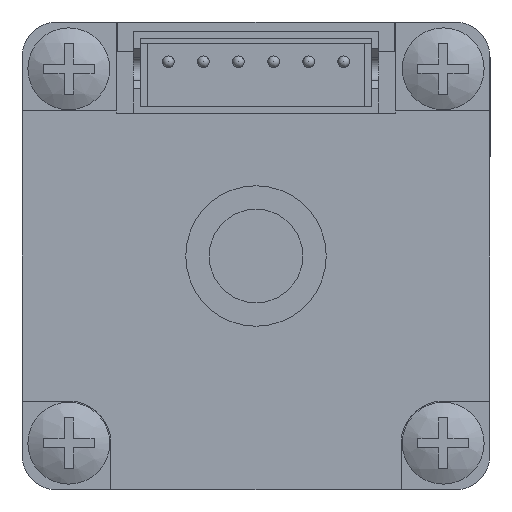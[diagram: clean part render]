
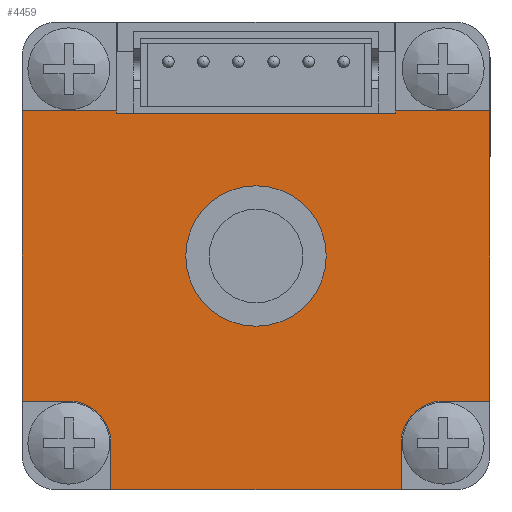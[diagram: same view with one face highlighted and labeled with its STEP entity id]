
A CAD part, front view. The second image highlights one B-rep face of the part: STEP entity #4459.
In plain terms, the highlighted planar face has unit normal (0, -1, 0).
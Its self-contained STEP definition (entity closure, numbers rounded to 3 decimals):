
#1053 = VERTEX_POINT ( 'NONE', #8322 ) ;
#2179 = EDGE_LOOP ( 'NONE', ( #7445, #7438, #7403, #7453, #7451, #7399, #7401, #7427, #7398, #7396, #7397, #7418, #7411, #7410 ) ) ;
#2216 = EDGE_LOOP ( 'NONE', ( #7447 ) ) ;
#2471 = LINE ( 'NONE', #3122, #2480 ) ;
#2477 = LINE ( 'NONE', #3128, #2484 ) ;
#2479 = LINE ( 'NONE', #3135, #2482 ) ;
#2480 = VECTOR ( 'NONE', #3134, 1000. ) ;
#2481 = CIRCLE ( 'NONE', #4613, 1.8 ) ;
#2482 = VECTOR ( 'NONE', #3137, 1000. ) ;
#2483 = CIRCLE ( 'NONE', #4614, 1.8 ) ;
#2484 = VECTOR ( 'NONE', #3138, 1000. ) ;
#2485 = LINE ( 'NONE', #3139, #2487 ) ;
#2486 = LINE ( 'NONE', #3144, #2489 ) ;
#2487 = VECTOR ( 'NONE', #3136, 1000. ) ;
#2488 = LINE ( 'NONE', #3148, #2496 ) ;
#2489 = VECTOR ( 'NONE', #3146, 1000. ) ;
#2490 = LINE ( 'NONE', #3145, #2492 ) ;
#2491 = LINE ( 'NONE', #3152, #2494 ) ;
#2492 = VECTOR ( 'NONE', #3140, 1000. ) ;
#2494 = VECTOR ( 'NONE', #3153, 1000. ) ;
#2496 = VECTOR ( 'NONE', #3154, 1000. ) ;
#2501 = CIRCLE ( 'NONE', #4615, 3. ) ;
#2511 = LINE ( 'NONE', #3176, #2514 ) ;
#2514 = VECTOR ( 'NONE', #3178, 1000. ) ;
#2521 = LINE ( 'NONE', #3185, #2524 ) ;
#2523 = LINE ( 'NONE', #3187, #2526 ) ;
#2524 = VECTOR ( 'NONE', #3186, 1000. ) ;
#2526 = VECTOR ( 'NONE', #3188, 1000. ) ;
#2583 = LINE ( 'NONE', #7599, #2586 ) ;
#2586 = VECTOR ( 'NONE', #7600, 1000. ) ;
#3122 = CARTESIAN_POINT ( 'NONE',  ( 5.95, 0., 13.06 ) ) ;
#3128 = CARTESIAN_POINT ( 'NONE',  ( 0., 0., -6.2 ) ) ;
#3134 = DIRECTION ( 'NONE',  ( 0., 0., 1. ) ) ;
#3135 = CARTESIAN_POINT ( 'NONE',  ( 0., 0., 6.2 ) ) ;
#3136 = DIRECTION ( 'NONE',  ( 0., 0., -1. ) ) ;
#3137 = DIRECTION ( 'NONE',  ( 1., 0., 0. ) ) ;
#3138 = DIRECTION ( 'NONE',  ( -1., 0., 0. ) ) ;
#3139 = CARTESIAN_POINT ( 'NONE',  ( 6.2, 0., 0. ) ) ;
#3140 = DIRECTION ( 'NONE',  ( -1., 0., 0. ) ) ;
#3141 = CARTESIAN_POINT ( 'NONE',  ( 8., 0., -8. ) ) ;
#3142 = DIRECTION ( 'NONE',  ( 0., -1., 0. ) ) ;
#3143 = DIRECTION ( 'NONE',  ( 0., 0., -1. ) ) ;
#3144 = CARTESIAN_POINT ( 'NONE',  ( -6.2, 0., 0. ) ) ;
#3145 = CARTESIAN_POINT ( 'NONE',  ( 0., 0., -6.2 ) ) ;
#3146 = DIRECTION ( 'NONE',  ( 0., 0., 1. ) ) ;
#3148 = CARTESIAN_POINT ( 'NONE',  ( -5.95, 0., 6.1 ) ) ;
#3149 = CARTESIAN_POINT ( 'NONE',  ( -8., 0., -8. ) ) ;
#3150 = DIRECTION ( 'NONE',  ( 0., -1., 0. ) ) ;
#3151 = DIRECTION ( 'NONE',  ( 0., 0., -1. ) ) ;
#3152 = CARTESIAN_POINT ( 'NONE',  ( -5.95, 0., 13.06 ) ) ;
#3153 = DIRECTION ( 'NONE',  ( 0., 0., -1. ) ) ;
#3154 = DIRECTION ( 'NONE',  ( 1., 0., 0. ) ) ;
#3163 = CARTESIAN_POINT ( 'NONE',  ( 0., 0., 0. ) ) ;
#3164 = DIRECTION ( 'NONE',  ( 0., 1., 0. ) ) ;
#3165 = DIRECTION ( 'NONE',  ( 0., 0., 1. ) ) ;
#3176 = CARTESIAN_POINT ( 'NONE',  ( 10., 0., 0. ) ) ;
#3178 = DIRECTION ( 'NONE',  ( 0., 0., 1. ) ) ;
#3185 = CARTESIAN_POINT ( 'NONE',  ( -10., 0., 0. ) ) ;
#3186 = DIRECTION ( 'NONE',  ( 0., 0., 1. ) ) ;
#3187 = CARTESIAN_POINT ( 'NONE',  ( 0., 0., -10. ) ) ;
#3188 = DIRECTION ( 'NONE',  ( 1., 0., 0. ) ) ;
#3278 = DIRECTION ( 'NONE',  ( 0., 1., 0. ) ) ;
#3281 = CARTESIAN_POINT ( 'NONE',  ( 0., 0., 0. ) ) ;
#3283 = PLANE ( 'NONE',  #6560 ) ;
#3285 = DIRECTION ( 'NONE',  ( 0., 0., 1. ) ) ;
#3696 = CARTESIAN_POINT ( 'NONE',  ( -10., 0., 6.2 ) ) ;
#3706 = CARTESIAN_POINT ( 'NONE',  ( -5.95, 0., 6.2 ) ) ;
#4049 = VERTEX_POINT ( 'NONE', #5236 ) ;
#4050 = VERTEX_POINT ( 'NONE', #5237 ) ;
#4052 = VERTEX_POINT ( 'NONE', #5239 ) ;
#4053 = VERTEX_POINT ( 'NONE', #5240 ) ;
#4054 = VERTEX_POINT ( 'NONE', #5241 ) ;
#4056 = VERTEX_POINT ( 'NONE', #5243 ) ;
#4057 = VERTEX_POINT ( 'NONE', #5244 ) ;
#4059 = VERTEX_POINT ( 'NONE', #5246 ) ;
#4060 = VERTEX_POINT ( 'NONE', #5247 ) ;
#4063 = VERTEX_POINT ( 'NONE', #5250 ) ;
#4065 = VERTEX_POINT ( 'NONE', #5252 ) ;
#4067 = VERTEX_POINT ( 'NONE', #5254 ) ;
#4459 = ADVANCED_FACE ( 'NONE', ( #7085, #7089 ), #3283, .F. ) ;
#4613 = AXIS2_PLACEMENT_3D ( 'NONE', #3141, #3142, #3143 ) ;
#4614 = AXIS2_PLACEMENT_3D ( 'NONE', #3149, #3150, #3151 ) ;
#4615 = AXIS2_PLACEMENT_3D ( 'NONE', #3163, #3164, #3165 ) ;
#5236 = CARTESIAN_POINT ( 'NONE',  ( 10., 0., -6.2 ) ) ;
#5237 = CARTESIAN_POINT ( 'NONE',  ( -6.2, 0., -10. ) ) ;
#5239 = CARTESIAN_POINT ( 'NONE',  ( -10., 0., -6.2 ) ) ;
#5240 = CARTESIAN_POINT ( 'NONE',  ( 10., 0., 6.2 ) ) ;
#5241 = CARTESIAN_POINT ( 'NONE',  ( 6.2, 0., -10. ) ) ;
#5243 = CARTESIAN_POINT ( 'NONE',  ( -6.2, 0., -8. ) ) ;
#5244 = CARTESIAN_POINT ( 'NONE',  ( -8., 0., -6.2 ) ) ;
#5246 = CARTESIAN_POINT ( 'NONE',  ( 5.95, 0., 6.1 ) ) ;
#5247 = CARTESIAN_POINT ( 'NONE',  ( -5.95, 0., 6.1 ) ) ;
#5250 = CARTESIAN_POINT ( 'NONE',  ( 6.2, 0., -8. ) ) ;
#5252 = CARTESIAN_POINT ( 'NONE',  ( 5.95, 0., 6.2 ) ) ;
#5254 = CARTESIAN_POINT ( 'NONE',  ( 8., 0., -6.2 ) ) ;
#5783 = VERTEX_POINT ( 'NONE', #3696 ) ;
#5793 = VERTEX_POINT ( 'NONE', #3706 ) ;
#6303 = EDGE_CURVE ( 'NONE', #4059, #4065, #2471, .T. ) ;
#6304 = EDGE_CURVE ( 'NONE', #4065, #4053, #2479, .T. ) ;
#6305 = EDGE_CURVE ( 'NONE', #4049, #4067, #2477, .T. ) ;
#6306 = EDGE_CURVE ( 'NONE', #4067, #4063, #2481, .T. ) ;
#6307 = EDGE_CURVE ( 'NONE', #4063, #4054, #2485, .T. ) ;
#6308 = EDGE_CURVE ( 'NONE', #4050, #4056, #2486, .T. ) ;
#6309 = EDGE_CURVE ( 'NONE', #4056, #4057, #2483, .T. ) ;
#6310 = EDGE_CURVE ( 'NONE', #4057, #4052, #2490, .T. ) ;
#6311 = EDGE_CURVE ( 'NONE', #5793, #4060, #2491, .T. ) ;
#6312 = EDGE_CURVE ( 'NONE', #4060, #4059, #2488, .T. ) ;
#6316 = EDGE_CURVE ( 'NONE', #1053, #1053, #2501, .T. ) ;
#6322 = EDGE_CURVE ( 'NONE', #4049, #4053, #2511, .T. ) ;
#6327 = EDGE_CURVE ( 'NONE', #4052, #5783, #2521, .T. ) ;
#6328 = EDGE_CURVE ( 'NONE', #4050, #4054, #2523, .T. ) ;
#6366 = EDGE_CURVE ( 'NONE', #5783, #5793, #2583, .T. ) ;
#6560 = AXIS2_PLACEMENT_3D ( 'NONE', #3281, #3278, #3285 ) ;
#7085 = FACE_BOUND ( 'NONE', #2216, .T. ) ;
#7089 = FACE_OUTER_BOUND ( 'NONE', #2179, .T. ) ;
#7396 = ORIENTED_EDGE ( 'NONE', *, *, #6306, .F. ) ;
#7397 = ORIENTED_EDGE ( 'NONE', *, *, #6305, .F. ) ;
#7398 = ORIENTED_EDGE ( 'NONE', *, *, #6307, .F. ) ;
#7399 = ORIENTED_EDGE ( 'NONE', *, *, #6309, .F. ) ;
#7401 = ORIENTED_EDGE ( 'NONE', *, *, #6308, .F. ) ;
#7403 = ORIENTED_EDGE ( 'NONE', *, *, #6366, .F. ) ;
#7410 = ORIENTED_EDGE ( 'NONE', *, *, #6303, .F. ) ;
#7411 = ORIENTED_EDGE ( 'NONE', *, *, #6304, .F. ) ;
#7418 = ORIENTED_EDGE ( 'NONE', *, *, #6322, .T. ) ;
#7427 = ORIENTED_EDGE ( 'NONE', *, *, #6328, .T. ) ;
#7438 = ORIENTED_EDGE ( 'NONE', *, *, #6311, .F. ) ;
#7445 = ORIENTED_EDGE ( 'NONE', *, *, #6312, .F. ) ;
#7447 = ORIENTED_EDGE ( 'NONE', *, *, #6316, .T. ) ;
#7451 = ORIENTED_EDGE ( 'NONE', *, *, #6310, .F. ) ;
#7453 = ORIENTED_EDGE ( 'NONE', *, *, #6327, .F. ) ;
#7599 = CARTESIAN_POINT ( 'NONE',  ( 0., 0., 6.2 ) ) ;
#7600 = DIRECTION ( 'NONE',  ( 1., 0., 0. ) ) ;
#8322 = CARTESIAN_POINT ( 'NONE',  ( 0., 0., 3. ) ) ;
